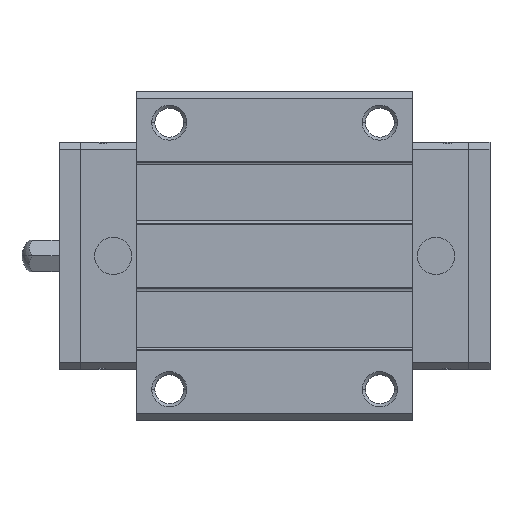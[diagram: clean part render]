
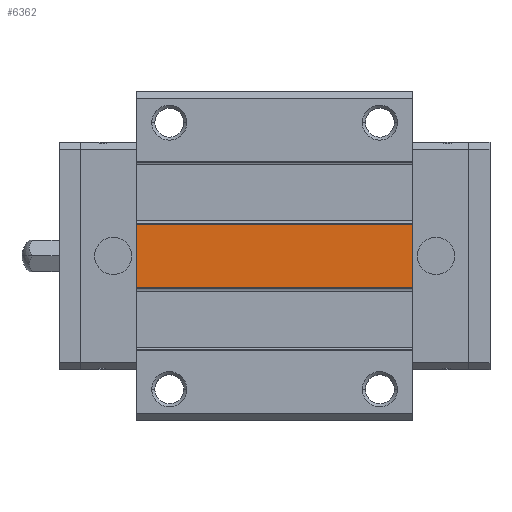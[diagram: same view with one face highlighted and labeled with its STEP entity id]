
A CAD part, top view. The second image highlights one B-rep face of the part: STEP entity #6362.
In plain terms, the highlighted planar face has unit normal (0, 0, 1).
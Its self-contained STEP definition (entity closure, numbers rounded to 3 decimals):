
#5242=CARTESIAN_POINT('POINT334',(11.,-4.5,19.7));
#5243=VERTEX_POINT('VERTEX334',#5242);
#5250=CARTESIAN_POINT('POINT335',(11.,4.5,19.7));
#5251=VERTEX_POINT('VERTEX335',#5250);
#5252=CARTESIAN_POINT('POS560',(11.,-4.5,19.7));
#5253=DIRECTION('DIR788',(0.,1.,0.));
#5254=VECTOR('VEC332',#5253,1.);
#5255=LINE('STRAIGHT332',#5252,#5254);
#5256=EDGE_CURVE('EDGE490',#5243,#5251,#5255,.T.);
#6315=CARTESIAN_POINT('POINT422',(50.4,-4.5,19.7));
#6316=VERTEX_POINT('VERTEX422',#6315);
#6323=CARTESIAN_POINT('POS679',(11.,-4.5,19.7));
#6324=DIRECTION('DIR948',(1.,0.,0.));
#6325=VECTOR('VEC410',#6324,1.);
#6326=LINE('STRAIGHT410',#6323,#6325);
#6327=EDGE_CURVE('EDGE602',#5243,#6316,#6326,.T.);
#6339=CARTESIAN_POINT('POINT423',(50.4,4.5,19.7));
#6340=VERTEX_POINT('VERTEX423',#6339);
#6341=CARTESIAN_POINT('POS681',(50.4,-4.5,19.7));
#6342=DIRECTION('DIR951',(0.,1.,0.));
#6343=VECTOR('VEC411',#6342,1.);
#6344=LINE('STRAIGHT411',#6341,#6343);
#6345=EDGE_CURVE('EDGE603',#6316,#6340,#6344,.T.);
#6346=ORIENTED_EDGE('COEDGE1088',*,*,#6345,.T.);
#6347=CARTESIAN_POINT('POS682',(11.,4.5,19.7));
#6348=DIRECTION('DIR952',(1.,0.,0.));
#6349=VECTOR('VEC412',#6348,1.);
#6350=LINE('STRAIGHT412',#6347,#6349);
#6351=EDGE_CURVE('EDGE604',#5251,#6340,#6350,.T.);
#6352=ORIENTED_EDGE('COEDGE1089',*,*,#6351,.F.);
#6353=ORIENTED_EDGE('COEDGE1090',*,*,#5256,.F.);
#6354=ORIENTED_EDGE('COEDGE1091',*,*,#6327,.T.);
#6355=EDGE_LOOP('NONE',(#6346,#6352,#6353,#6354));
#6356=FACE_BOUND('LOOP1',#6355,.T.);
#6357=CARTESIAN_POINT('POS683',(11.,-4.5,19.7));
#6358=DIRECTION('DIR953',(0.,0.,1.));
#6359=DIRECTION('DIR954',(1.,0.,0.));
#6360=AXIS2_PLACEMENT_3D('AXIS271',#6357,#6358,#6359);
#6361=PLANE('PLANE111',#6360);
#6362=ADVANCED_FACE('FACE194',(#6356),#6361,.T.);
